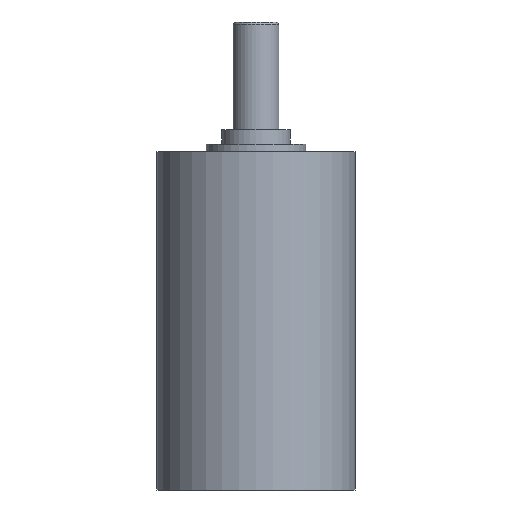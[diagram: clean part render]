
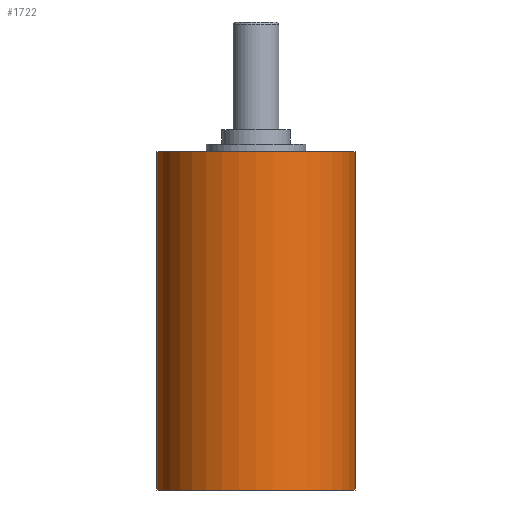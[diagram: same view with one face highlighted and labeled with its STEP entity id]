
A CAD part, front view. The second image highlights one B-rep face of the part: STEP entity #1722.
In plain terms, the highlighted cylindrical face has radius 13 mm (diameter 26 mm), a full revolution.
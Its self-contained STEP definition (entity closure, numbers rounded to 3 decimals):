
#1579=CYLINDRICAL_SURFACE('',#6998,13.);
#1722=ADVANCED_FACE('',(#2375,#2376),#1579,.T.);
#2375=FACE_BOUND('',#2574,.T.);
#2376=FACE_BOUND('',#2575,.T.);
#2574=EDGE_LOOP('',(#3121));
#2575=EDGE_LOOP('',(#3122));
#3121=ORIENTED_EDGE('',*,*,#5673,.T.);
#3122=ORIENTED_EDGE('',*,*,#5699,.T.);
#5006=VERTEX_POINT('',#9694);
#5032=VERTEX_POINT('',#9747);
#5673=EDGE_CURVE('',#5006,#5006,#6637,.T.);
#5699=EDGE_CURVE('',#5032,#5032,#6663,.T.);
#6637=CIRCLE('',#6953,13.);
#6663=CIRCLE('',#6980,13.);
#6953=AXIS2_PLACEMENT_3D('',#9693,#7697,#7698);
#6980=AXIS2_PLACEMENT_3D('',#9746,#7751,#7752);
#6998=AXIS2_PLACEMENT_3D('',#9781,#7787,#7788);
#7697=DIRECTION('',(0.,0.,1.));
#7698=DIRECTION('',(1.,0.,0.));
#7751=DIRECTION('',(0.,0.,-1.));
#7752=DIRECTION('',(-1.,0.,0.));
#7787=DIRECTION('',(0.,0.,-1.));
#7788=DIRECTION('',(-1.,0.,0.));
#9693=CARTESIAN_POINT('',(0.,0.,-44.3));
#9694=CARTESIAN_POINT('',(13.,0.,-44.3));
#9746=CARTESIAN_POINT('',(0.,0.,0.));
#9747=CARTESIAN_POINT('',(-13.,0.,0.));
#9781=CARTESIAN_POINT('',(0.,0.,0.));
